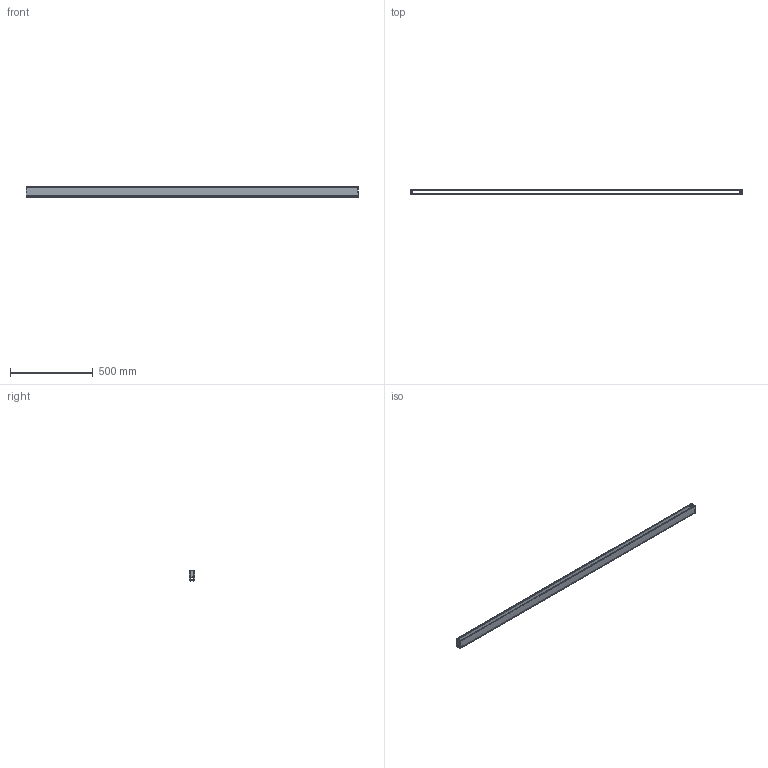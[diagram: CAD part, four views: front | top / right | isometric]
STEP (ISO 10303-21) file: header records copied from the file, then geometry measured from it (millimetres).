
FILE_DESCRIPTION(/* description */ (''),/* implementation_level */ '2;1');
FILE_NAME(/* name */ 'GA4121.stp',/* time_stamp */ '2021-10-15T09:05:45+02:00',/* author */ ('SIMMETF'),/* organization */ (''),/* preprocessor_version */ 'ST-DEVELOPER v18.1',/* originating_system */ 'Autodesk Inventor 2021',/* authorisation */ '');
FILE_SCHEMA (('AUTOMOTIVE_DESIGN { 1 0 10303 214 3 1 1 }'));
Length unit declared in the file: millimetre
Products named in the file (10): GA4121; 22505; 22486; 22484; 22483; 22483_1; Jonc d4 140mm; Jonc d4 140mm_1; 22483_2; 22483_3
Assembly tree (11 placements, depth 3):
  GA4121
    22505  x2
    22486  x2
      22484
      22483
      22483_1
      Jonc d4 140mm
      Jonc d4 140mm_1
      22483_2
      22483_3
Bounding box: 2004 x 34.99 x 61.3 mm (x, y, z)
Volume: 451994.3 mm3; surface area: 607491.4 mm2
Topology: 16 solids, 16 shells, 328 faces, 888 edges, 592 vertices
Faces by surface type: cylinder 190, plane 138
Full cylindrical faces by diameter (mm): 4 x10, 5 x4
Entity records: 5780 total; most frequent: DIRECTION 1008, CARTESIAN_POINT 925, ORIENTED_EDGE 888, EDGE_CURVE 444, AXIS2_PLACEMENT_3D 379, VERTEX_POINT 296, LINE 250, VECTOR 250
